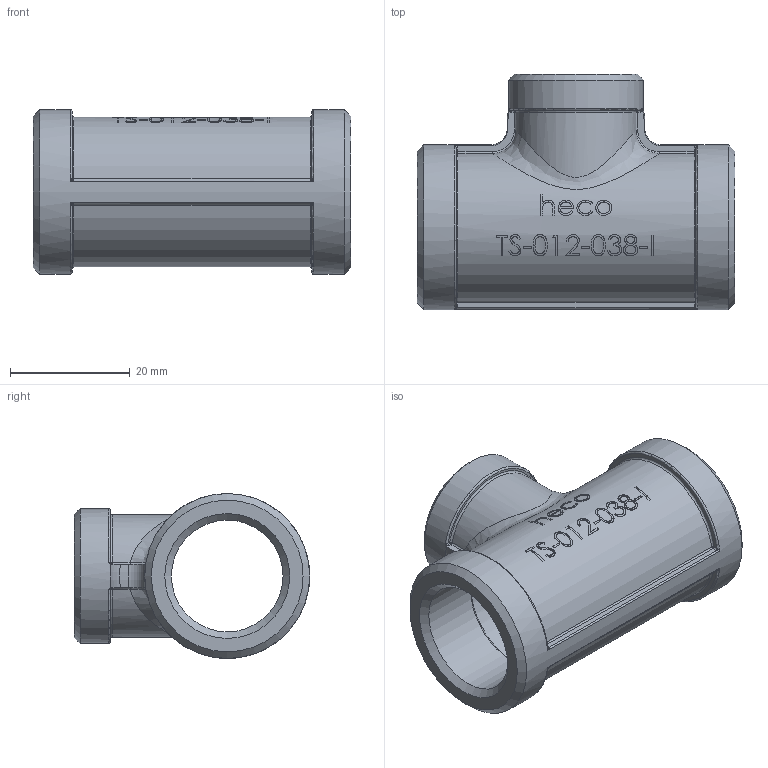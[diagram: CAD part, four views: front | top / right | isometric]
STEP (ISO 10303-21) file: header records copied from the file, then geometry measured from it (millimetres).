
FILE_DESCRIPTION (( 'STEP AP214' ), '1' );
FILE_NAME ('heco_TS-012-038-I.STEP', '2016-06-22T10:23:30', ( '' ), ( '' ), 'SwSTEP 2.0', 'SolidWorks 2011', '' );
FILE_SCHEMA (( 'AUTOMOTIVE_DESIGN' ));
Length unit declared in the file: millimetre
Products named in the file (1): heco_TS-012-038-I
Bounding box: 53 x 39.25 x 27.5 mm (x, y, z)
Volume: 12082.3 mm3; surface area: 10012.1 mm2
Topology: 1 solids, 1 shells, 296 faces, 741 edges, 468 vertices
Faces by surface type: bspline 138, plane 64, cylinder 59, torus 14, sphere 12, cone 9
Full cylindrical faces by diameter (mm): 14.95 x1, 17.3 x1, 18.631 x2, 21.8 x1, 22.5 x1, 27.5 x1
Entity records: 27799 total; most frequent: CARTESIAN_POINT 20682, ORIENTED_EDGE 1428, DIRECTION 722, EDGE_CURVE 714, VERTEX_POINT 462, B_SPLINE_CURVE_WITH_KNOTS 441, EDGE_LOOP 342, FACE_OUTER_BOUND 303
